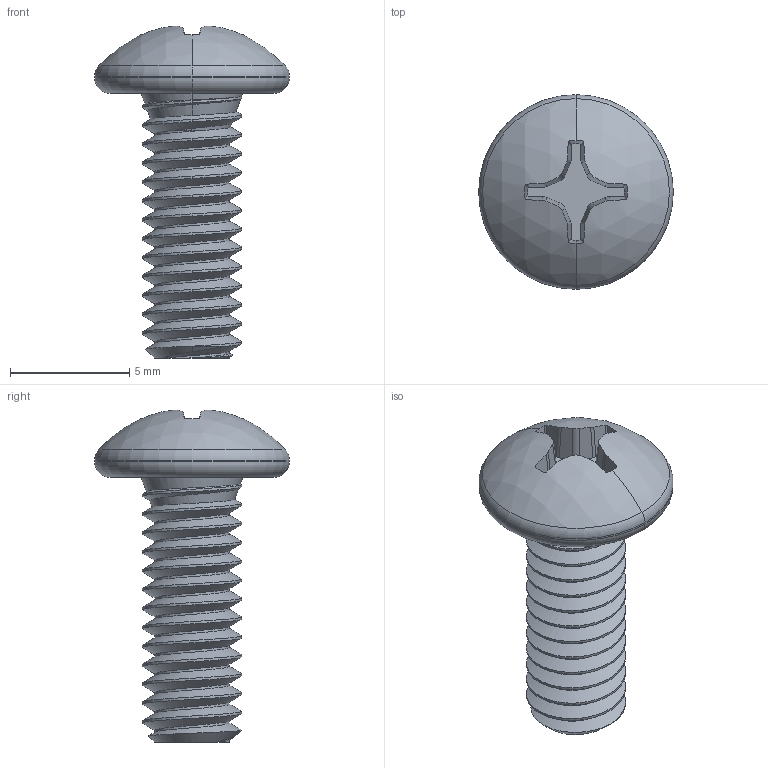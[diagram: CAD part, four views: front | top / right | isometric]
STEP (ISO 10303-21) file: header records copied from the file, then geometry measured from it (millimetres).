
FILE_DESCRIPTION (( 'STEP AP203' ), '1' );
FILE_NAME ('91772A193_Passivated 18-8 Stainless Steel Pan Head Phillips Screw.STEP', '2024-09-27T20:08:20', ( 'Administrator' ), ( 'Managed by Terraform' ), 'SwSTEP 2.0', 'SolidWorks 2017', '' );
FILE_SCHEMA (( 'CONFIG_CONTROL_DESIGN' ));
Length unit declared in the file: inch
Products named in the file (1): 91772A193_Passivated 18-8 Stainless Steel Pan Head Phillips Screw
Bounding box: 8.18 x 8.18 x 13.95 mm (x, y, z)
Volume: 212.3 mm3; surface area: 365.4 mm2
Topology: 1 solids, 1 shells, 100 faces, 274 edges, 178 vertices
Faces by surface type: cylinder 43, plane 20, cone 18, bspline 11, torus 6, sphere 2
Entity records: 5875 total; most frequent: CARTESIAN_POINT 3574, ORIENTED_EDGE 548, DIRECTION 385, EDGE_CURVE 274, VERTEX_POINT 178, AXIS2_PLACEMENT_3D 151, EDGE_LOOP 102, FACE_OUTER_BOUND 100
